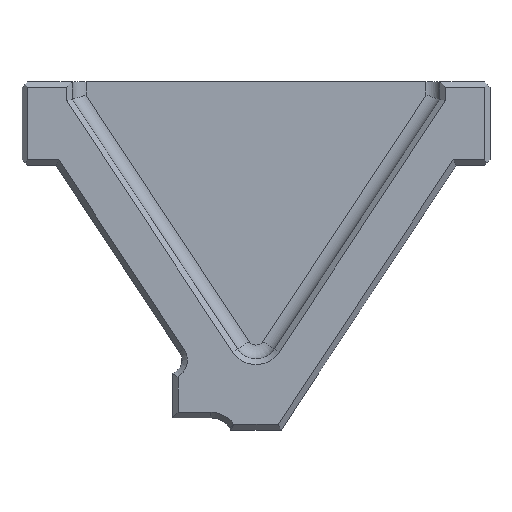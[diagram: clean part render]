
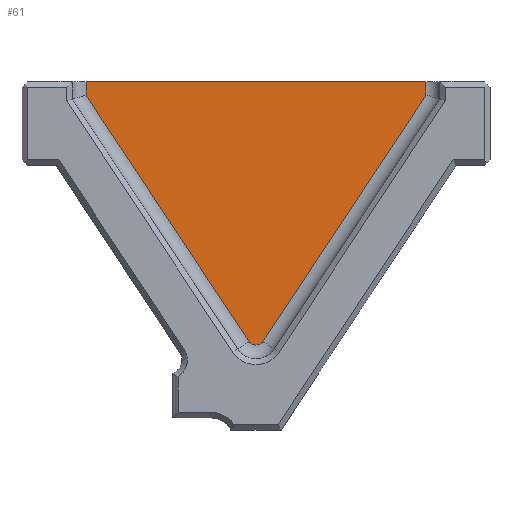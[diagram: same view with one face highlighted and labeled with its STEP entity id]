
A CAD part, top view. The second image highlights one B-rep face of the part: STEP entity #61.
In plain terms, the highlighted planar face has unit normal (0, 0, 1).
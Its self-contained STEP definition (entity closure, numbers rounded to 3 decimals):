
#51 = CARTESIAN_POINT ( 'NONE',  ( -2.502, 27.491, 11. ) ) ;
#54 = LINE ( 'NONE', #1551, #466 ) ;
#58 = ORIENTED_EDGE ( 'NONE', *, *, #797, .T. ) ;
#61 = ADVANCED_FACE ( 'NONE', ( #496 ), #1814, .T. ) ;
#183 = EDGE_CURVE ( 'NONE', #2344, #1420, #1112, .T. ) ;
#210 = EDGE_CURVE ( 'NONE', #2003, #1166, #1319, .T. ) ;
#237 = ORIENTED_EDGE ( 'NONE', *, *, #1364, .T. ) ;
#337 = CARTESIAN_POINT ( 'NONE',  ( 0., 29.146, 11. ) ) ;
#442 = LINE ( 'NONE', #843, #1292 ) ;
#466 = VECTOR ( 'NONE', #1575, 1000. ) ;
#496 = FACE_OUTER_BOUND ( 'NONE', #2439, .T. ) ;
#615 = CARTESIAN_POINT ( 'NONE',  ( -61., 120.629, 11. ) ) ;
#698 = DIRECTION ( 'NONE',  ( 0., 1., 0. ) ) ;
#797 = EDGE_CURVE ( 'NONE', #1420, #2003, #905, .T. ) ;
#843 = CARTESIAN_POINT ( 'NONE',  ( -61., 29.146, 11. ) ) ;
#848 = VECTOR ( 'NONE', #1262, 1000. ) ;
#894 = CARTESIAN_POINT ( 'NONE',  ( 2.502, 27.491, 11. ) ) ;
#905 = LINE ( 'NONE', #894, #2191 ) ;
#954 = VECTOR ( 'NONE', #698, 1000. ) ;
#1015 = DIRECTION ( 'NONE',  ( 0., 0., 1. ) ) ;
#1033 = ORIENTED_EDGE ( 'NONE', *, *, #1410, .T. ) ;
#1077 = VERTEX_POINT ( 'NONE', #615 ) ;
#1112 = CIRCLE ( 'NONE', #2337, 3. ) ;
#1114 = CARTESIAN_POINT ( 'NONE',  ( 61., 29.146, 11. ) ) ;
#1166 = VERTEX_POINT ( 'NONE', #1611 ) ;
#1262 = DIRECTION ( 'NONE',  ( 0.552, -0.834, 0. ) ) ;
#1292 = VECTOR ( 'NONE', #2356, 1000. ) ;
#1319 = LINE ( 'NONE', #1114, #954 ) ;
#1364 = EDGE_CURVE ( 'NONE', #2120, #2344, #1758, .T. ) ;
#1410 = EDGE_CURVE ( 'NONE', #1077, #2120, #442, .T. ) ;
#1420 = VERTEX_POINT ( 'NONE', #2169 ) ;
#1440 = CARTESIAN_POINT ( 'NONE',  ( 0., 29.146, 11. ) ) ;
#1549 = ORIENTED_EDGE ( 'NONE', *, *, #210, .T. ) ;
#1551 = CARTESIAN_POINT ( 'NONE',  ( 66., 120.629, 11. ) ) ;
#1570 = ORIENTED_EDGE ( 'NONE', *, *, #183, .T. ) ;
#1575 = DIRECTION ( 'NONE',  ( -1., 0., 0. ) ) ;
#1611 = CARTESIAN_POINT ( 'NONE',  ( 61., 120.629, 11. ) ) ;
#1648 = DIRECTION ( 'NONE',  ( 0.552, 0.834, 0. ) ) ;
#1758 = LINE ( 'NONE', #51, #848 ) ;
#1814 = PLANE ( 'NONE',  #2260 ) ;
#1871 = CARTESIAN_POINT ( 'NONE',  ( -61., 115.907, 11. ) ) ;
#2003 = VERTEX_POINT ( 'NONE', #2386 ) ;
#2056 = DIRECTION ( 'NONE',  ( 0., 0., 1. ) ) ;
#2120 = VERTEX_POINT ( 'NONE', #1871 ) ;
#2169 = CARTESIAN_POINT ( 'NONE',  ( 2.502, 27.491, 11. ) ) ;
#2179 = DIRECTION ( 'NONE',  ( 1., 0., 0. ) ) ;
#2191 = VECTOR ( 'NONE', #1648, 1000. ) ;
#2200 = ORIENTED_EDGE ( 'NONE', *, *, #2205, .T. ) ;
#2201 = CARTESIAN_POINT ( 'NONE',  ( -2.502, 27.491, 11. ) ) ;
#2205 = EDGE_CURVE ( 'NONE', #1166, #1077, #54, .T. ) ;
#2260 = AXIS2_PLACEMENT_3D ( 'NONE', #1440, #1015, #2179 ) ;
#2337 = AXIS2_PLACEMENT_3D ( 'NONE', #337, #2056, #2436 ) ;
#2344 = VERTEX_POINT ( 'NONE', #2201 ) ;
#2356 = DIRECTION ( 'NONE',  ( 0., -1., 0. ) ) ;
#2386 = CARTESIAN_POINT ( 'NONE',  ( 61., 115.907, 11. ) ) ;
#2436 = DIRECTION ( 'NONE',  ( 1., 0., 0. ) ) ;
#2439 = EDGE_LOOP ( 'NONE', ( #2200, #1033, #237, #1570, #58, #1549 ) ) ;
